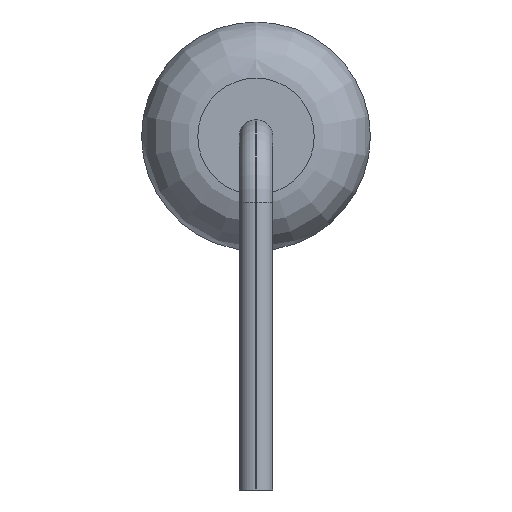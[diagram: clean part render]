
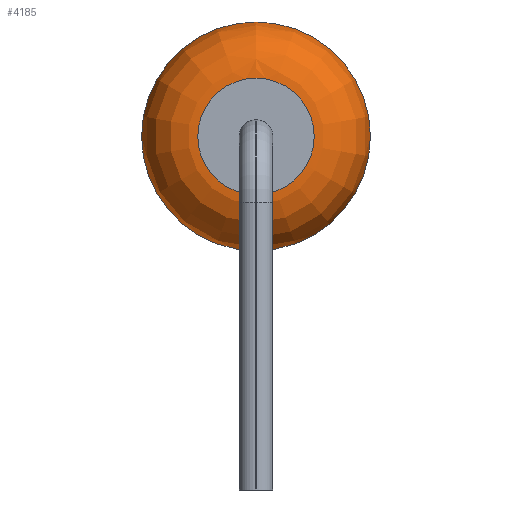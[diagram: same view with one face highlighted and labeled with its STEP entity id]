
A CAD part, left-side view. The second image highlights one B-rep face of the part: STEP entity #4185.
In plain terms, the highlighted face is a revolution surface.
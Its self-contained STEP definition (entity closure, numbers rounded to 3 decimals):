
#4114 = CYLINDRICAL_SURFACE('',#4115,2.75);
#4115 = AXIS2_PLACEMENT_3D('',#4116,#4117,#4118);
#4116 = CARTESIAN_POINT('',(-6.65,0.,0.));
#4117 = DIRECTION('',(1.,0.,0.));
#4118 = DIRECTION('',(0.,0.,1.));
#4130 = EDGE_CURVE('',#4131,#4131,#4133,.T.);
#4131 = VERTEX_POINT('',#4132);
#4132 = CARTESIAN_POINT('',(-6.65,0.,2.75));
#4133 = SURFACE_CURVE('',#4134,(#4139,#4146),.PCURVE_S1.);
#4134 = CIRCLE('',#4135,2.75);
#4135 = AXIS2_PLACEMENT_3D('',#4136,#4137,#4138);
#4136 = CARTESIAN_POINT('',(-6.65,0.,0.));
#4137 = DIRECTION('',(1.,0.,-0.));
#4138 = DIRECTION('',(0.,0.,1.));
#4139 = PCURVE('',#4114,#4140);
#4140 = DEFINITIONAL_REPRESENTATION('',(#4141),#4145);
#4141 = LINE('',#4142,#4143);
#4142 = CARTESIAN_POINT('',(0.,0.));
#4143 = VECTOR('',#4144,1.);
#4144 = DIRECTION('',(1.,0.));
#4145 = ( GEOMETRIC_REPRESENTATION_CONTEXT(2) 
PARAMETRIC_REPRESENTATION_CONTEXT() REPRESENTATION_CONTEXT('2D SPACE',''
  ) );
#4146 = PCURVE('',#4147,#4156);
#4147 = SURFACE_OF_REVOLUTION('',#4148,#4153);
#4148 = CIRCLE('',#4149,1.35);
#4149 = AXIS2_PLACEMENT_3D('',#4150,#4151,#4152);
#4150 = CARTESIAN_POINT('',(-6.65,0.,1.4));
#4151 = DIRECTION('',(0.,-1.,0.));
#4152 = DIRECTION('',(1.,0.,0.));
#4153 = AXIS1_PLACEMENT('',#4154,#4155);
#4154 = CARTESIAN_POINT('',(0.,0.,0.));
#4155 = DIRECTION('',(1.,0.,0.));
#4156 = DEFINITIONAL_REPRESENTATION('',(#4157),#4161);
#4157 = LINE('',#4158,#4159);
#4158 = CARTESIAN_POINT('',(0.,1.571));
#4159 = VECTOR('',#4160,1.);
#4160 = DIRECTION('',(1.,0.));
#4161 = ( GEOMETRIC_REPRESENTATION_CONTEXT(2) 
PARAMETRIC_REPRESENTATION_CONTEXT() REPRESENTATION_CONTEXT('2D SPACE',''
  ) );
#4185 = ADVANCED_FACE('',(#4186),#4147,.F.);
#4186 = FACE_BOUND('',#4187,.F.);
#4187 = EDGE_LOOP('',(#4188,#4189,#4213,#4240));
#4188 = ORIENTED_EDGE('',*,*,#4130,.T.);
#4189 = ORIENTED_EDGE('',*,*,#4190,.T.);
#4190 = EDGE_CURVE('',#4131,#4191,#4193,.T.);
#4191 = VERTEX_POINT('',#4192);
#4192 = CARTESIAN_POINT('',(-8.,0.,1.4));
#4193 = SEAM_CURVE('',#4194,(#4199,#4206),.PCURVE_S1.);
#4194 = CIRCLE('',#4195,1.35);
#4195 = AXIS2_PLACEMENT_3D('',#4196,#4197,#4198);
#4196 = CARTESIAN_POINT('',(-6.65,0.,1.4));
#4197 = DIRECTION('',(0.,-1.,0.));
#4198 = DIRECTION('',(1.,0.,0.));
#4199 = PCURVE('',#4147,#4200);
#4200 = DEFINITIONAL_REPRESENTATION('',(#4201),#4205);
#4201 = LINE('',#4202,#4203);
#4202 = CARTESIAN_POINT('',(0.,0.));
#4203 = VECTOR('',#4204,1.);
#4204 = DIRECTION('',(0.,1.));
#4205 = ( GEOMETRIC_REPRESENTATION_CONTEXT(2) 
PARAMETRIC_REPRESENTATION_CONTEXT() REPRESENTATION_CONTEXT('2D SPACE',''
  ) );
#4206 = PCURVE('',#4147,#4207);
#4207 = DEFINITIONAL_REPRESENTATION('',(#4208),#4212);
#4208 = LINE('',#4209,#4210);
#4209 = CARTESIAN_POINT('',(6.283,0.));
#4210 = VECTOR('',#4211,1.);
#4211 = DIRECTION('',(0.,1.));
#4212 = ( GEOMETRIC_REPRESENTATION_CONTEXT(2) 
PARAMETRIC_REPRESENTATION_CONTEXT() REPRESENTATION_CONTEXT('2D SPACE',''
  ) );
#4213 = ORIENTED_EDGE('',*,*,#4214,.F.);
#4214 = EDGE_CURVE('',#4191,#4191,#4215,.T.);
#4215 = SURFACE_CURVE('',#4216,(#4221,#4228),.PCURVE_S1.);
#4216 = CIRCLE('',#4217,1.4);
#4217 = AXIS2_PLACEMENT_3D('',#4218,#4219,#4220);
#4218 = CARTESIAN_POINT('',(-8.,0.,0.));
#4219 = DIRECTION('',(1.,0.,-0.));
#4220 = DIRECTION('',(0.,0.,1.));
#4221 = PCURVE('',#4147,#4222);
#4222 = DEFINITIONAL_REPRESENTATION('',(#4223),#4227);
#4223 = LINE('',#4224,#4225);
#4224 = CARTESIAN_POINT('',(0.,3.142));
#4225 = VECTOR('',#4226,1.);
#4226 = DIRECTION('',(1.,0.));
#4227 = ( GEOMETRIC_REPRESENTATION_CONTEXT(2) 
PARAMETRIC_REPRESENTATION_CONTEXT() REPRESENTATION_CONTEXT('2D SPACE',''
  ) );
#4228 = PCURVE('',#4229,#4234);
#4229 = PLANE('',#4230);
#4230 = AXIS2_PLACEMENT_3D('',#4231,#4232,#4233);
#4231 = CARTESIAN_POINT('',(-8.,0.,0.));
#4232 = DIRECTION('',(1.,0.,0.));
#4233 = DIRECTION('',(0.,0.,1.));
#4234 = DEFINITIONAL_REPRESENTATION('',(#4235),#4239);
#4235 = CIRCLE('',#4236,1.4);
#4236 = AXIS2_PLACEMENT_2D('',#4237,#4238);
#4237 = CARTESIAN_POINT('',(0.,0.));
#4238 = DIRECTION('',(1.,0.));
#4239 = ( GEOMETRIC_REPRESENTATION_CONTEXT(2) 
PARAMETRIC_REPRESENTATION_CONTEXT() REPRESENTATION_CONTEXT('2D SPACE',''
  ) );
#4240 = ORIENTED_EDGE('',*,*,#4190,.F.);
